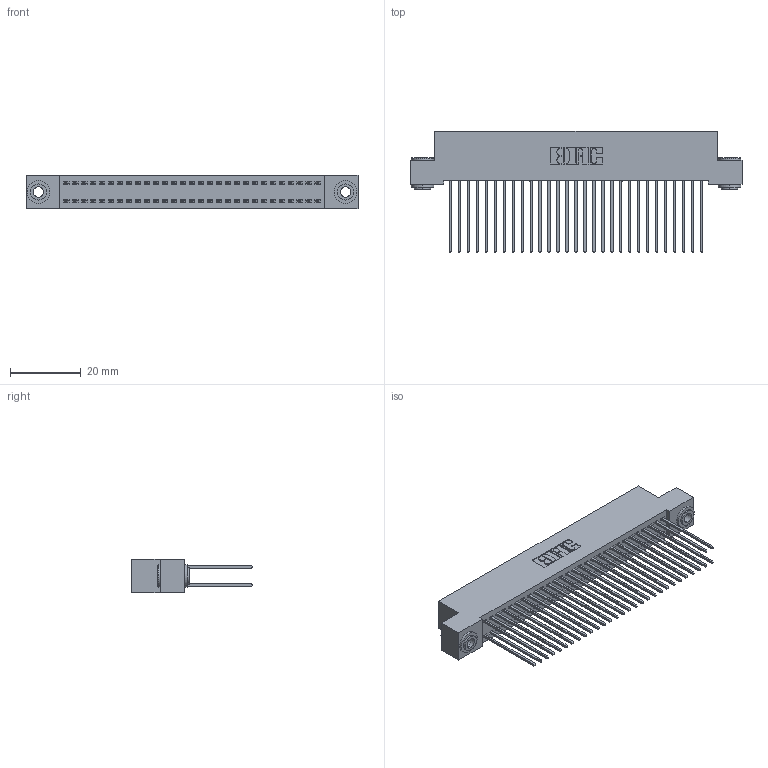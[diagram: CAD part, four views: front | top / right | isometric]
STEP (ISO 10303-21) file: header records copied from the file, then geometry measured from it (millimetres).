
FILE_DESCRIPTION (( 'STEP AP203' ), '1' );
FILE_NAME ('392-058-541-203.STEP', '2019-10-08T16:38:29', ( '' ), ( '' ), 'SwSTEP 2.0', 'SolidWorks 2016', '' );
FILE_SCHEMA (( 'CONFIG_CONTROL_DESIGN' ));
Length unit declared in the file: inch
Products named in the file (4): 342 Part_.156 TH; 345-292-001_345-293-141; 342-250-002_345-250-002-102; 392-058-541-203
Assembly tree (61 placements, depth 2):
  392-058-541-203
    342 Part_.156 TH
    345-292-001_345-293-141  x58
    342-250-002_345-250-002-102  x2
Bounding box: 93.98 x 34.3 x 9.4 mm (x, y, z)
Volume: 8738.1 mm3; surface area: 15621.9 mm2
Topology: 61 solids, 61 shells, 3164 faces, 9365 edges, 6162 vertices
Faces by surface type: plane 2164, cylinder 992, cone 8
Entity records: 20874 total; most frequent: CARTESIAN_POINT 3449, ORIENTED_EDGE 3378, DIRECTION 3003, EDGE_CURVE 1689, VECTOR 1537, LINE 1537, VERTEX_POINT 1122, AXIS2_PLACEMENT_3D 733
